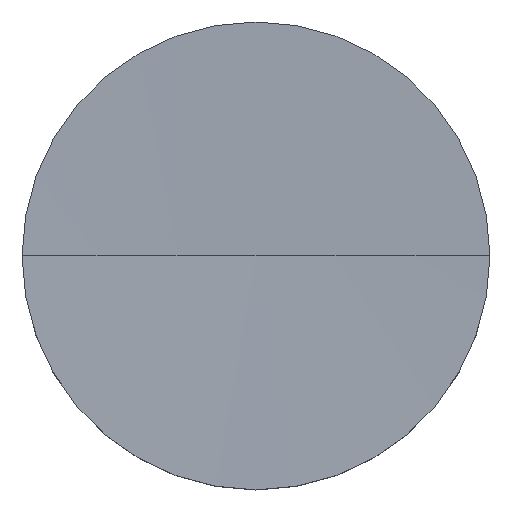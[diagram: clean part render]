
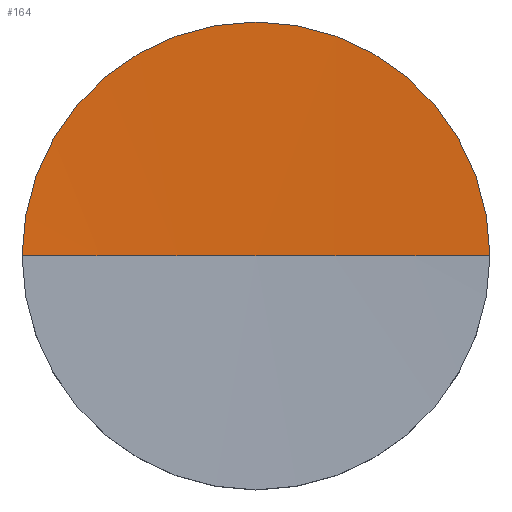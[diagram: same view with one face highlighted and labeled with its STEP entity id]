
A CAD part, top view. The second image highlights one B-rep face of the part: STEP entity #164.
In plain terms, the highlighted spherical face has radius 350 mm.
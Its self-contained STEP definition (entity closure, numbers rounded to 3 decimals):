
#19 = CIRCLE ( 'NONE', #74, 12.7 ) ;
#20 = ORIENTED_EDGE ( 'NONE', *, *, #52, .F. ) ;
#25 = DIRECTION ( 'NONE',  ( 0., 1., 0. ) ) ;
#32 = EDGE_LOOP ( 'NONE', ( #95, #173, #20 ) ) ;
#38 = DIRECTION ( 'NONE',  ( 1., 0., 0. ) ) ;
#49 = AXIS2_PLACEMENT_3D ( 'NONE', #86, #25, #71 ) ;
#52 = EDGE_CURVE ( 'NONE', #97, #143, #189, .T. ) ;
#53 = DIRECTION ( 'NONE',  ( 0., 0., -1. ) ) ;
#69 = FACE_OUTER_BOUND ( 'NONE', #32, .T. ) ;
#71 = DIRECTION ( 'NONE',  ( 0., 0., 1. ) ) ;
#74 = AXIS2_PLACEMENT_3D ( 'NONE', #115, #53, #38 ) ;
#78 = EDGE_CURVE ( 'NONE', #158, #143, #167, .T. ) ;
#86 = CARTESIAN_POINT ( 'NONE',  ( 0., 0., 355.77 ) ) ;
#95 = ORIENTED_EDGE ( 'NONE', *, *, #151, .F. ) ;
#97 = VERTEX_POINT ( 'NONE', #98 ) ;
#98 = CARTESIAN_POINT ( 'NONE',  ( 12.7, 0., 6. ) ) ;
#102 = AXIS2_PLACEMENT_3D ( 'NONE', #177, #112, #114 ) ;
#112 = DIRECTION ( 'NONE',  ( 0., -1., 0. ) ) ;
#114 = DIRECTION ( 'NONE',  ( 1., 0., 0. ) ) ;
#115 = CARTESIAN_POINT ( 'NONE',  ( 0., 0., 6. ) ) ;
#132 = CARTESIAN_POINT ( 'NONE',  ( 0., 0., 5.77 ) ) ;
#143 = VERTEX_POINT ( 'NONE', #132 ) ;
#149 = DIRECTION ( 'NONE',  ( 0., -1., 0. ) ) ;
#151 = EDGE_CURVE ( 'NONE', #158, #97, #19, .T. ) ;
#158 = VERTEX_POINT ( 'NONE', #175 ) ;
#160 = SPHERICAL_SURFACE ( 'NONE', #178, 350. ) ;
#162 = CARTESIAN_POINT ( 'NONE',  ( 0., 0., 355.77 ) ) ;
#164 = ADVANCED_FACE ( 'NONE', ( #69 ), #160, .F. ) ;
#167 = CIRCLE ( 'NONE', #102, 350. ) ;
#173 = ORIENTED_EDGE ( 'NONE', *, *, #78, .T. ) ;
#175 = CARTESIAN_POINT ( 'NONE',  ( -12.7, 0., 6. ) ) ;
#177 = CARTESIAN_POINT ( 'NONE',  ( 0., 0., 355.77 ) ) ;
#178 = AXIS2_PLACEMENT_3D ( 'NONE', #162, #149, #196 ) ;
#189 = CIRCLE ( 'NONE', #49, 350. ) ;
#196 = DIRECTION ( 'NONE',  ( 1., 0., 0. ) ) ;
